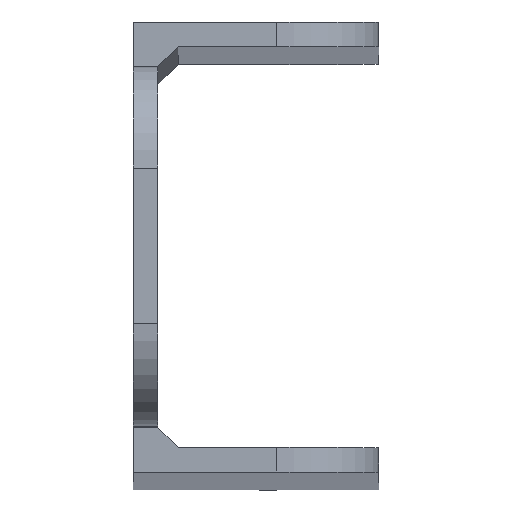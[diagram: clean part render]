
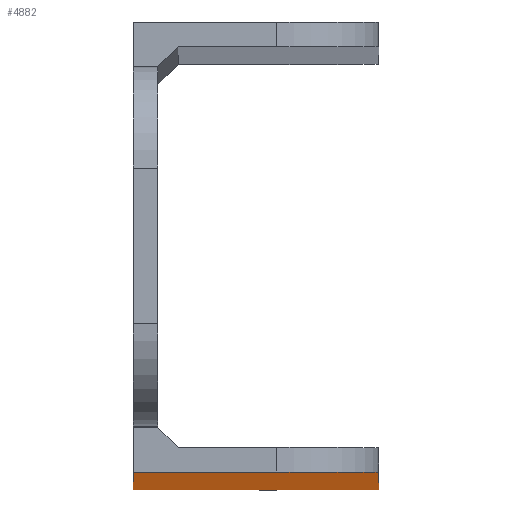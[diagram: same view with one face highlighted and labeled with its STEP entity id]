
A CAD part, top view. The second image highlights one B-rep face of the part: STEP entity #4882.
In plain terms, the highlighted planar face has unit normal (0, -1, 0).
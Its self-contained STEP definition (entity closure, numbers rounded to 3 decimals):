
#139 = CARTESIAN_POINT ( 'NONE',  ( -1.2, -11., 252. ) ) ;
#243 = LINE ( 'NONE', #5250, #2671 ) ;
#256 = DIRECTION ( 'NONE',  ( -1., 0., 0. ) ) ;
#627 = DIRECTION ( 'NONE',  ( 0., -1., 0. ) ) ;
#672 = DIRECTION ( 'NONE',  ( -1., 0., 0. ) ) ;
#735 = VECTOR ( 'NONE', #1162, 1000. ) ;
#750 = PLANE ( 'NONE',  #3759 ) ;
#1101 = VECTOR ( 'NONE', #4309, 1000. ) ;
#1162 = DIRECTION ( 'NONE',  ( 0., 0., 1. ) ) ;
#1471 = CARTESIAN_POINT ( 'NONE',  ( 5.8, -11., 252. ) ) ;
#1616 = CARTESIAN_POINT ( 'NONE',  ( 10.8, -11., 0. ) ) ;
#1674 = CIRCLE ( 'NONE', #1990, 5. ) ;
#1804 = EDGE_CURVE ( 'NONE', #2350, #4744, #2231, .T. ) ;
#1894 = CARTESIAN_POINT ( 'NONE',  ( 5.8, -11., -247. ) ) ;
#1990 = AXIS2_PLACEMENT_3D ( 'NONE', #2846, #2861, #256 ) ;
#2040 = CARTESIAN_POINT ( 'NONE',  ( 0., -11., 252. ) ) ;
#2074 = CARTESIAN_POINT ( 'NONE',  ( 0., -11., -252. ) ) ;
#2231 = LINE ( 'NONE', #2074, #1101 ) ;
#2328 = LINE ( 'NONE', #2040, #3567 ) ;
#2350 = VERTEX_POINT ( 'NONE', #3853 ) ;
#2536 = ORIENTED_EDGE ( 'NONE', *, *, #4237, .T. ) ;
#2543 = AXIS2_PLACEMENT_3D ( 'NONE', #1894, #627, #4490 ) ;
#2550 = EDGE_LOOP ( 'NONE', ( #3047, #2718, #5165, #3002, #5286, #2536 ) ) ;
#2638 = VERTEX_POINT ( 'NONE', #1471 ) ;
#2671 = VECTOR ( 'NONE', #3430, 1000. ) ;
#2718 = ORIENTED_EDGE ( 'NONE', *, *, #3011, .T. ) ;
#2846 = CARTESIAN_POINT ( 'NONE',  ( 5.8, -11., 247. ) ) ;
#2861 = DIRECTION ( 'NONE',  ( 0., -1., 0. ) ) ;
#3002 = ORIENTED_EDGE ( 'NONE', *, *, #4549, .T. ) ;
#3011 = EDGE_CURVE ( 'NONE', #4019, #2638, #1674, .T. ) ;
#3047 = ORIENTED_EDGE ( 'NONE', *, *, #3168, .T. ) ;
#3168 = EDGE_CURVE ( 'NONE', #4965, #4019, #4395, .T. ) ;
#3417 = VERTEX_POINT ( 'NONE', #139 ) ;
#3430 = DIRECTION ( 'NONE',  ( 0., 0., -1. ) ) ;
#3567 = VECTOR ( 'NONE', #5487, 1000. ) ;
#3707 = CIRCLE ( 'NONE', #2543, 5. ) ;
#3759 = AXIS2_PLACEMENT_3D ( 'NONE', #5462, #3776, #672 ) ;
#3776 = DIRECTION ( 'NONE',  ( 0., 1., 0. ) ) ;
#3853 = CARTESIAN_POINT ( 'NONE',  ( -1.2, -11., -252. ) ) ;
#4019 = VERTEX_POINT ( 'NONE', #4072 ) ;
#4072 = CARTESIAN_POINT ( 'NONE',  ( 10.8, -11., 247. ) ) ;
#4129 = EDGE_CURVE ( 'NONE', #2638, #3417, #2328, .T. ) ;
#4237 = EDGE_CURVE ( 'NONE', #4744, #4965, #3707, .T. ) ;
#4309 = DIRECTION ( 'NONE',  ( 1., 0., 0. ) ) ;
#4395 = LINE ( 'NONE', #1616, #735 ) ;
#4490 = DIRECTION ( 'NONE',  ( -1., 0., 0. ) ) ;
#4549 = EDGE_CURVE ( 'NONE', #3417, #2350, #243, .T. ) ;
#4744 = VERTEX_POINT ( 'NONE', #4905 ) ;
#4882 = ADVANCED_FACE ( 'NONE', ( #5409 ), #750, .F. ) ;
#4905 = CARTESIAN_POINT ( 'NONE',  ( 5.8, -11., -252. ) ) ;
#4965 = VERTEX_POINT ( 'NONE', #5578 ) ;
#5165 = ORIENTED_EDGE ( 'NONE', *, *, #4129, .T. ) ;
#5250 = CARTESIAN_POINT ( 'NONE',  ( -1.2, -11., 255.111 ) ) ;
#5286 = ORIENTED_EDGE ( 'NONE', *, *, #1804, .T. ) ;
#5409 = FACE_OUTER_BOUND ( 'NONE', #2550, .T. ) ;
#5462 = CARTESIAN_POINT ( 'NONE',  ( 0., -11., 0. ) ) ;
#5487 = DIRECTION ( 'NONE',  ( -1., 0., 0. ) ) ;
#5578 = CARTESIAN_POINT ( 'NONE',  ( 10.8, -11., -247. ) ) ;
